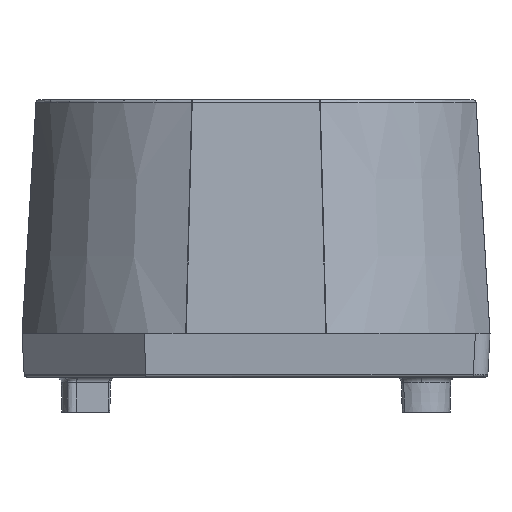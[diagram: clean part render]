
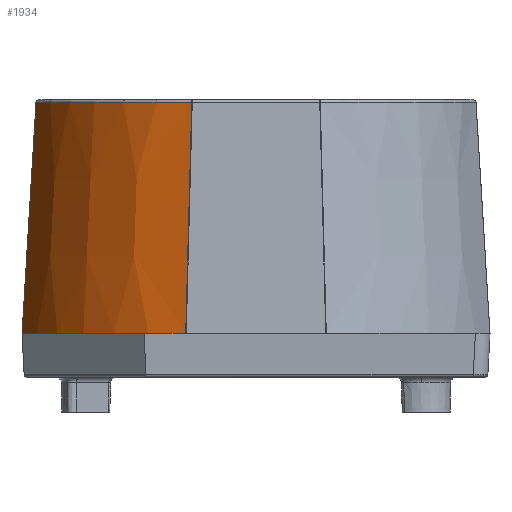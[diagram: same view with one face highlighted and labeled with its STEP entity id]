
A CAD part, front view. The second image highlights one B-rep face of the part: STEP entity #1934.
In plain terms, the highlighted conical face has half-angle 3.75 degrees and reference radius 7.828 mm.
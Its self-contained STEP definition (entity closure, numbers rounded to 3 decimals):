
#12 = EDGE_CURVE ( 'NONE', #3201, #4259, #4095, .T. ) ;
#48 = AXIS2_PLACEMENT_3D ( 'NONE', #3434, #1992, #3388 ) ;
#256 = DIRECTION ( 'NONE',  ( 0., -1., 0. ) ) ;
#454 = CARTESIAN_POINT ( 'NONE',  ( -2.391, -7.971, 1.939 ) ) ;
#640 = DIRECTION ( 'NONE',  ( 0., 1., 0. ) ) ;
#825 = EDGE_CURVE ( 'NONE', #4234, #2191, #3361, .T. ) ;
#951 = CONICAL_SURFACE ( 'NONE', #4473, 7.828, 0.065 ) ;
#974 = ORIENTED_EDGE ( 'NONE', *, *, #12, .T. ) ;
#989 = CARTESIAN_POINT ( 'NONE',  ( -2.401, -7.993, 1.58 ) ) ;
#1067 = EDGE_CURVE ( 'NONE', #2191, #3201, #4270, .T. ) ;
#1086 = AXIS2_PLACEMENT_3D ( 'NONE', #3447, #3839, #4512 ) ;
#1160 = AXIS2_PLACEMENT_3D ( 'NONE', #2009, #4491, #256 ) ;
#1305 = CARTESIAN_POINT ( 'NONE',  ( -2.197, -7.52, 9.384 ) ) ;
#1467 = CARTESIAN_POINT ( 'NONE',  ( -2.371, -7.922, 2.737 ) ) ;
#1477 = CARTESIAN_POINT ( 'NONE',  ( -7.522, -2.198, 9.344 ) ) ;
#1521 = CARTESIAN_POINT ( 'NONE',  ( -7.546, -2.208, 8.945 ) ) ;
#1668 = CARTESIAN_POINT ( 'NONE',  ( -2.403, -7.997, 1.5 ) ) ;
#1686 = CARTESIAN_POINT ( 'NONE',  ( -5.905, -5.905, 1.5 ) ) ;
#1758 = CARTESIAN_POINT ( 'NONE',  ( -2.244, -7.628, 7.594 ) ) ;
#1934 = ADVANCED_FACE ( 'NONE', ( #3040 ), #951, .T. ) ;
#1939 = B_SPLINE_CURVE_WITH_KNOTS ( 'NONE', 3,
 ( #1668, #4483, #989, #2393, #454, #1467, #3952, #3926, #1758, #2457 ),
 .UNSPECIFIED., .F., .F.,
 ( 4, 2, 2, 2, 4 ),
 ( 0., 0.015, 0.076, 0.319, 1. ),
 .UNSPECIFIED. ) ;
#1992 = DIRECTION ( 'NONE',  ( 0., 0., 1. ) ) ;
#2009 = CARTESIAN_POINT ( 'NONE',  ( 0., 0., 9.384 ) ) ;
#2018 = EDGE_LOOP ( 'NONE', ( #2166, #3726, #2543, #974, #4076 ) ) ;
#2054 = CARTESIAN_POINT ( 'NONE',  ( -2.403, -7.997, 1.5 ) ) ;
#2166 = ORIENTED_EDGE ( 'NONE', *, *, #2981, .T. ) ;
#2170 = CARTESIAN_POINT ( 'NONE',  ( -7.524, -2.199, 9.304 ) ) ;
#2191 = VERTEX_POINT ( 'NONE', #3017 ) ;
#2193 = CARTESIAN_POINT ( 'NONE',  ( -7.78, -2.31, 5.08 ) ) ;
#2393 = CARTESIAN_POINT ( 'NONE',  ( -2.396, -7.981, 1.779 ) ) ;
#2431 = CARTESIAN_POINT ( 'NONE',  ( 0., 0., 9.478 ) ) ;
#2457 = CARTESIAN_POINT ( 'NONE',  ( -2.197, -7.52, 9.384 ) ) ;
#2543 = ORIENTED_EDGE ( 'NONE', *, *, #1067, .T. ) ;
#2569 = VERTEX_POINT ( 'NONE', #2054 ) ;
#2678 = CARTESIAN_POINT ( 'NONE',  ( -7.997, -2.403, 1.5 ) ) ;
#2743 = CIRCLE ( 'NONE', #48, 8.351 ) ;
#2896 = CARTESIAN_POINT ( 'NONE',  ( -7.52, -2.197, 9.384 ) ) ;
#2918 = CARTESIAN_POINT ( 'NONE',  ( -7.633, -2.246, 7.508 ) ) ;
#2981 = EDGE_CURVE ( 'NONE', #2569, #4234, #1939, .T. ) ;
#3017 = CARTESIAN_POINT ( 'NONE',  ( -7.52, -2.197, 9.384 ) ) ;
#3040 = FACE_OUTER_BOUND ( 'NONE', #2018, .T. ) ;
#3201 = VERTEX_POINT ( 'NONE', #2678 ) ;
#3320 = EDGE_CURVE ( 'NONE', #4259, #2569, #2743, .T. ) ;
#3361 = CIRCLE ( 'NONE', #1160, 7.834 ) ;
#3386 = DIRECTION ( 'NONE',  ( 0., 0., -1. ) ) ;
#3388 = DIRECTION ( 'NONE',  ( 0., -1., 0. ) ) ;
#3434 = CARTESIAN_POINT ( 'NONE',  ( 0., 0., 1.5 ) ) ;
#3447 = CARTESIAN_POINT ( 'NONE',  ( 0., 0., 1.5 ) ) ;
#3561 = CARTESIAN_POINT ( 'NONE',  ( -7.997, -2.403, 1.5 ) ) ;
#3606 = CARTESIAN_POINT ( 'NONE',  ( -7.889, -2.356, 3.29 ) ) ;
#3726 = ORIENTED_EDGE ( 'NONE', *, *, #825, .T. ) ;
#3839 = DIRECTION ( 'NONE',  ( 0., 0., 1. ) ) ;
#3926 = CARTESIAN_POINT ( 'NONE',  ( -2.291, -7.737, 5.804 ) ) ;
#3952 = CARTESIAN_POINT ( 'NONE',  ( -2.354, -7.884, 3.376 ) ) ;
#4076 = ORIENTED_EDGE ( 'NONE', *, *, #3320, .T. ) ;
#4095 = CIRCLE ( 'NONE', #1086, 8.351 ) ;
#4234 = VERTEX_POINT ( 'NONE', #1305 ) ;
#4259 = VERTEX_POINT ( 'NONE', #1686 ) ;
#4270 = B_SPLINE_CURVE_WITH_KNOTS ( 'NONE', 3,
 ( #2896, #1477, #2170, #4325, #1521, #4283, #2918, #2193, #3606, #3561 ),
 .UNSPECIFIED., .F., .F.,
 ( 4, 2, 2, 2, 4 ),
 ( 0., 0.015, 0.076, 0.319, 1. ),
 .UNSPECIFIED. ) ;
#4283 = CARTESIAN_POINT ( 'NONE',  ( -7.595, -2.229, 8.147 ) ) ;
#4325 = CARTESIAN_POINT ( 'NONE',  ( -7.536, -2.204, 9.105 ) ) ;
#4473 = AXIS2_PLACEMENT_3D ( 'NONE', #2431, #3386, #640 ) ;
#4483 = CARTESIAN_POINT ( 'NONE',  ( -2.402, -7.995, 1.54 ) ) ;
#4491 = DIRECTION ( 'NONE',  ( 0., 0., -1. ) ) ;
#4512 = DIRECTION ( 'NONE',  ( 0., -1., 0. ) ) ;
